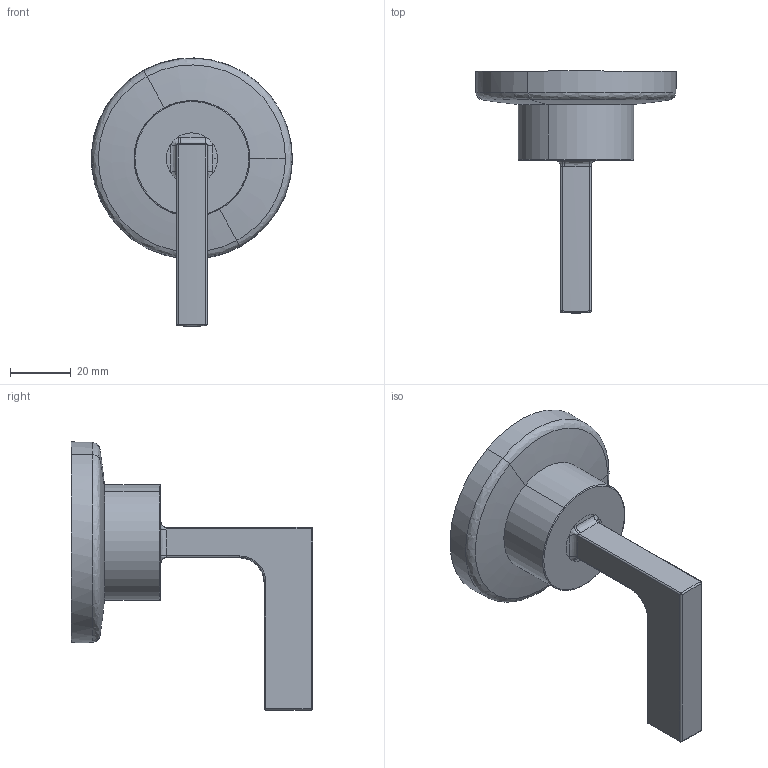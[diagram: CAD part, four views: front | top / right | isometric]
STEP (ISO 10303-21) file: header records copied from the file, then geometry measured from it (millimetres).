
FILE_DESCRIPTION(('CAx-IF Rec.Pracs.---Model Styling and Organization---1.2---2011-12-15','CAx-IF Rec.Pracs.---Geometric and Assembly Validation Properties---4.1---2014-06-16','CAx-IF Rec.Pracs.---PMI Polyline Presentation---2.0---2013-05-24'),'2;1');
FILE_NAME('1000125270_PPR_000.stp','2018-04-09T06:05:37+02:00',(''),(''),'STEP Interface 4.1 by CT CoreTechnologie','3D_Evolution4.1 by CT CoreTechnologie','');
FILE_SCHEMA(('AP203_CONFIGURATION_CONTROLLED_3D_DESIGN_OF_MECHANICAL_PARTS_AND_ASSEMBLIES_MIM_LF'));
Length unit declared in the file: millimetre
Products named in the file (5): P_2 AX Citterio UP-Ventil F-Set Hebelgr. 1000125270_PPR_000_A0; P_2 Rosette Absperrventil 1000125269_PPA_000_A0; P_2 Hebelgriff 3L-WTA-WM Citterio 1000105015_PPR_000_A0; P_ 2 Hebelgr. 3L-WTA-WM Citterio (ZnGD) 1000105018_PPA_000_A0; P_2 Huelse 3L-WTA-WM Citterio 1000105017_PPA_000_A0
Assembly tree (4 placements, depth 3):
  P_2 AX Citterio UP-Ventil F-Set Hebelgr. 1000125270_PPR_000_A0
    P_2 Rosette Absperrventil 1000125269_PPA_000_A0
    P_2 Hebelgriff 3L-WTA-WM Citterio 1000105015_PPR_000_A0
      P_ 2 Hebelgr. 3L-WTA-WM Citterio (ZnGD) 1000105018_PPA_000_A0
      P_2 Huelse 3L-WTA-WM Citterio 1000105017_PPA_000_A0
Bounding box: 65.93 x 79.24 x 87.98 mm (x, y, z)
Volume: 74676.4 mm3; surface area: 18988.1 mm2
Topology: 3 solids, 3 shells, 78 faces, 175 edges, 98 vertices
Faces by surface type: bspline 43, cylinder 24, plane 11
Entity records: 5466 total; most frequent: CARTESIAN_POINT 2570, DIRECTION 363, ORIENTED_EDGE 338, EDGE_CURVE 169, AXIS2_PLACEMENT_3D 158, CIRCLE 118, VERTEX_POINT 98, EDGE_LOOP 79
